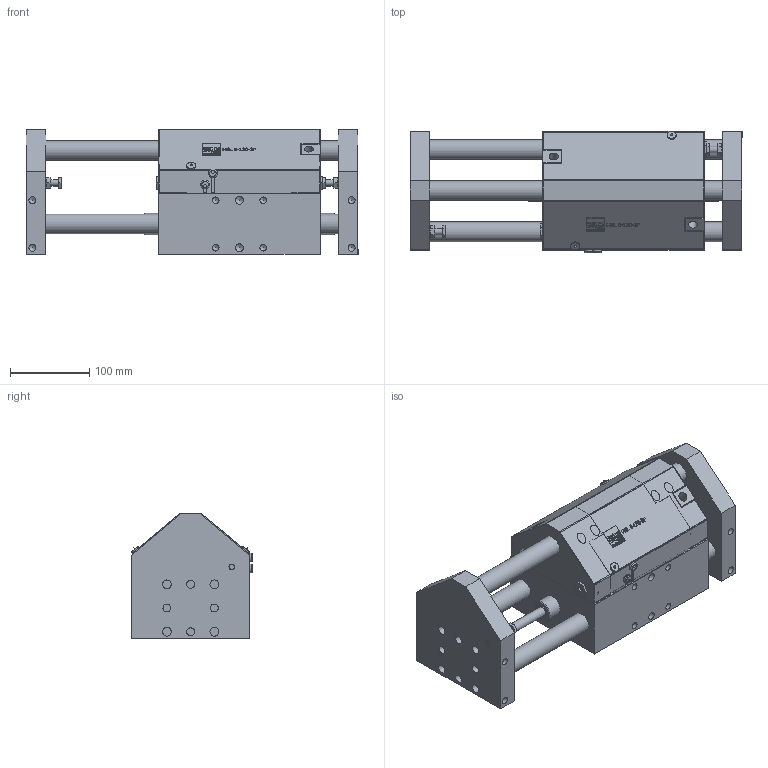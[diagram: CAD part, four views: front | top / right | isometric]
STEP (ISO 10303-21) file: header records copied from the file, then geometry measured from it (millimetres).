
FILE_DESCRIPTION((''),'2;1');
FILE_NAME('MSL5-120-3F.stp','2012-10-01T14:07:47',('hartung_david'),(''),'Autodesk Inventor 2012','Autodesk Inventor 2012','');
FILE_SCHEMA(('AUTOMOTIVE_DESIGN { 1 0 10303 214 1 1 1 1 }'));
Length unit declared in the file: millimetre
Products named in the file (3): MSL5-120-3F; MSL5-120-3F-010; MSL5-120-3F-020
Assembly tree (2 placements, depth 2):
  MSL5-120-3F
    MSL5-120-3F-010
    MSL5-120-3F-020
Bounding box: 420 x 153.52 x 159 mm (x, y, z)
Volume: 5301765.7 mm3; surface area: 547138.9 mm2
Topology: 2 solids, 44 shells, 1149 faces, 2953 edges, 1945 vertices
Faces by surface type: plane 594, bspline 256, cylinder 193, cone 100, torus 6
Full cylindrical faces by diameter (mm): 3.242 x2, 3.7 x2, 4 x2, 4.917 x2, 6.5 x2, 6.917 x4, 7 x2, 8 x4, 8.376 x12, 8.5 x2, 8.8 x2, 8.917 x12, 9.5 x2, 10 x14, 10.8 x2, 11 x18, 11.4 x2, 11.445 x2, 11.5 x2, 12 x4, 14 x2, 15 x2, 18 x4, 19 x4, 20 x2, 23.376 x2, 25 x10, 25.05 x2, 27 x2, 38 x4
Entity records: 36293 total; most frequent: CARTESIAN_POINT 9896, ORIENTED_EDGE 5292, DIRECTION 4309, EDGE_CURVE 2646, VERTEX_POINT 1853, VECTOR 1593, LINE 1593, EDGE_LOOP 1539
